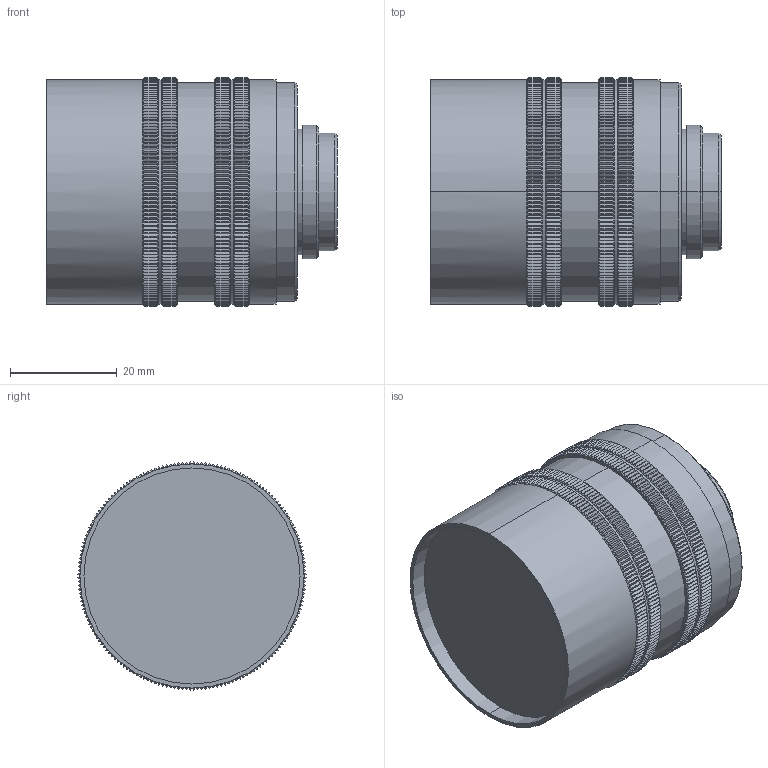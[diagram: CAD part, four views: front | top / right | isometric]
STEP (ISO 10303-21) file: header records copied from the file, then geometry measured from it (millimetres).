
FILE_DESCRIPTION (( 'STEP AP214' ), '1' );
FILE_NAME ('3131635-S002-C-B33.STEP', '2011-07-19T07:14:21', ( 'VoBrandmaier' ), ( 'Microsoft' ), 'SwSTEP 2.0', 'SolidWorks 2011', '' );
FILE_SCHEMA (( 'AUTOMOTIVE_DESIGN' ));
Products named in the file (1): 3131635-S002-C-B33
Bounding box: 54.5 x 42.75 x 42.75 mm (x, y, z)
Volume: 64012.6 mm3; surface area: 10717.4 mm2
Topology: 1 solids, 1 shells, 2915 faces, 5820 edges, 2914 vertices
Faces by surface type: plane 1449, cone 1446, cylinder 20
Entity records: 74298 total; most frequent: CARTESIAN_POINT 20290, ORIENTED_EDGE 11640, DIRECTION 10246, EDGE_CURVE 5820, AXIS2_PLACEMENT_3D 4390, EDGE_LOOP 2922, FACE_OUTER_BOUND 2915, ADVANCED_FACE 2915
